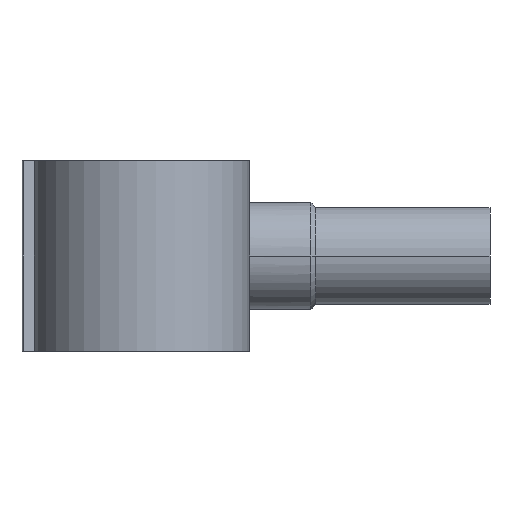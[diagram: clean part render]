
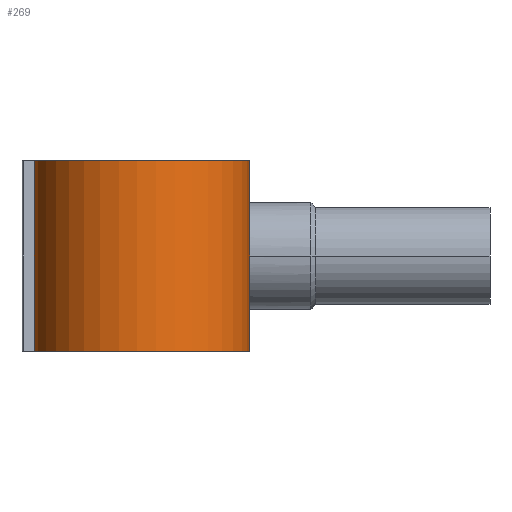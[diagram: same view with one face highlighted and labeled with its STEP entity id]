
A CAD part, front view. The second image highlights one B-rep face of the part: STEP entity #269.
In plain terms, the highlighted cylindrical face has radius 35.767 mm (diameter 71.533 mm), a partial arc.
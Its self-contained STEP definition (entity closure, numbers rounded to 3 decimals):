
#269 = ADVANCED_FACE( '', ( #722 ), #723, .T. );
#271 = EDGE_CURVE( '', #539, #515, #725, .T. );
#355 = VERTEX_POINT( '', #815 );
#485 = EDGE_CURVE( '', #633, #515, #957, .T. );
#515 = VERTEX_POINT( '', #993 );
#537 = EDGE_CURVE( '', #633, #355, #1018, .T. );
#539 = VERTEX_POINT( '', #1020 );
#617 = EDGE_CURVE( '', #355, #539, #1106, .T. );
#633 = VERTEX_POINT( '', #1126 );
#722 = FACE_OUTER_BOUND( '', #1246, .T. );
#723 = CYLINDRICAL_SURFACE( '', #1247, 35.767 );
#725 = LINE( '', #1250, #1251 );
#815 = CARTESIAN_POINT( '', ( -35.443, -4.8, -31.5 ) );
#957 = CIRCLE( '', #1802, 35.767 );
#993 = CARTESIAN_POINT( '', ( 35.443, 4.8, 31.5 ) );
#1018 = LINE( '', #1948, #1949 );
#1020 = CARTESIAN_POINT( '', ( 35.443, 4.8, -31.5 ) );
#1106 = CIRCLE( '', #2150, 35.767 );
#1126 = CARTESIAN_POINT( '', ( -35.443, -4.8, 31.5 ) );
#1246 = EDGE_LOOP( '', ( #2266, #2267, #2268, #2269 ) );
#1247 = AXIS2_PLACEMENT_3D( '', #2270, #2271, #2272 );
#1250 = CARTESIAN_POINT( '', ( 35.443, 4.8, 31.5 ) );
#1251 = VECTOR( '', #2273, 1. );
#1802 = AXIS2_PLACEMENT_3D( '', #2521, #2522, #2523 );
#1948 = CARTESIAN_POINT( '', ( -35.443, -4.8, 31.5 ) );
#1949 = VECTOR( '', #2608, 1. );
#2150 = AXIS2_PLACEMENT_3D( '', #2714, #2715, #2716 );
#2266 = ORIENTED_EDGE( '', *, *, #271, .T. );
#2267 = ORIENTED_EDGE( '', *, *, #485, .F. );
#2268 = ORIENTED_EDGE( '', *, *, #537, .T. );
#2269 = ORIENTED_EDGE( '', *, *, #617, .T. );
#2270 = CARTESIAN_POINT( '', ( 0., 0., 31.5 ) );
#2271 = DIRECTION( '', ( 0., 0., 1. ) );
#2272 = DIRECTION( '', ( -0.991, -0.134, 0. ) );
#2273 = DIRECTION( '', ( 0., 0., 1. ) );
#2521 = CARTESIAN_POINT( '', ( 0., 0., 31.5 ) );
#2522 = DIRECTION( '', ( 0., 0., 1. ) );
#2523 = DIRECTION( '', ( -0.991, -0.134, 0. ) );
#2608 = DIRECTION( '', ( 0., 0., -1. ) );
#2714 = CARTESIAN_POINT( '', ( 0., 0., -31.5 ) );
#2715 = DIRECTION( '', ( 0., 0., 1. ) );
#2716 = DIRECTION( '', ( -0.991, -0.134, 0. ) );
